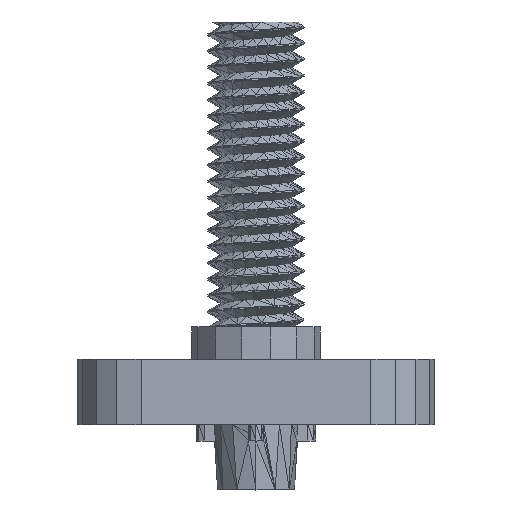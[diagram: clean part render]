
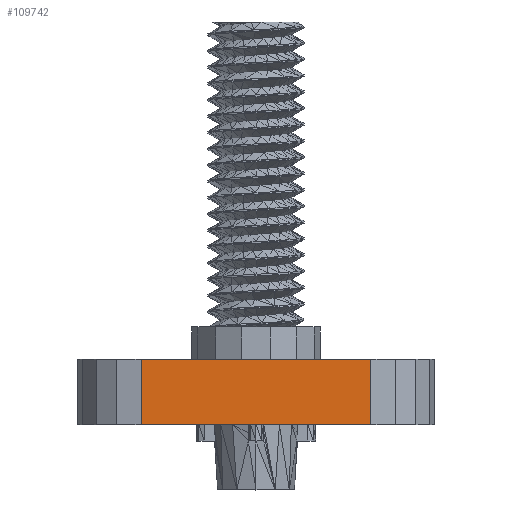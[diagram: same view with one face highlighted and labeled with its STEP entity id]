
A CAD part, top view. The second image highlights one B-rep face of the part: STEP entity #109742.
In plain terms, the highlighted planar face has unit normal (0, 0, 1).
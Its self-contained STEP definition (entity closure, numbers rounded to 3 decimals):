
#102750 = PLANE('',#102751);
#102751 = AXIS2_PLACEMENT_3D('',#102752,#102753,#102754);
#102752 = CARTESIAN_POINT('',(0.,-2.,0.));
#102753 = DIRECTION('',(0.,1.,0.));
#102754 = DIRECTION('',(0.,0.,1.));
#102842 = PLANE('',#102843);
#102843 = AXIS2_PLACEMENT_3D('',#102844,#102845,#102846);
#102844 = CARTESIAN_POINT('',(0.,-6.,0.));
#102845 = DIRECTION('',(-0.,-1.,-0.));
#102846 = DIRECTION('',(0.,0.,-1.));
#103236 = VERTEX_POINT('',#103237);
#103237 = CARTESIAN_POINT('',(-7.05,-6.,4.25));
#103251 = PLANE('',#103252);
#103252 = AXIS2_PLACEMENT_3D('',#103253,#103254,#103255);
#103253 = CARTESIAN_POINT('',(-7.796,-4.,4.102));
#103254 = DIRECTION('',(-0.195,0.,
    0.981));
#103255 = DIRECTION('',(0.981,0.,0.195));
#103740 = VERTEX_POINT('',#103741);
#103741 = CARTESIAN_POINT('',(7.05,-6.,4.25));
#103755 = PLANE('',#103756);
#103756 = AXIS2_PLACEMENT_3D('',#103757,#103758,#103759);
#103757 = CARTESIAN_POINT('',(7.796,-4.,4.102));
#103758 = DIRECTION('',(0.195,0.,0.981
    ));
#103759 = DIRECTION('',(0.981,0.,-0.195));
#103767 = EDGE_CURVE('',#103236,#103740,#103768,.T.);
#103768 = SURFACE_CURVE('',#103769,(#103773,#103780),.PCURVE_S1.);
#103769 = LINE('',#103770,#103771);
#103770 = CARTESIAN_POINT('',(-7.05,-6.,4.25));
#103771 = VECTOR('',#103772,1.);
#103772 = DIRECTION('',(1.,0.,0.));
#103773 = PCURVE('',#102842,#103774);
#103774 = DEFINITIONAL_REPRESENTATION('',(#103775),#103779);
#103775 = LINE('',#103776,#103777);
#103776 = CARTESIAN_POINT('',(-4.25,-7.05));
#103777 = VECTOR('',#103778,1.);
#103778 = DIRECTION('',(0.,1.));
#103779 = ( GEOMETRIC_REPRESENTATION_CONTEXT(2) 
PARAMETRIC_REPRESENTATION_CONTEXT() REPRESENTATION_CONTEXT('2D SPACE',''
  ) );
#103780 = PCURVE('',#103781,#103786);
#103781 = PLANE('',#103782);
#103782 = AXIS2_PLACEMENT_3D('',#103783,#103784,#103785);
#103783 = CARTESIAN_POINT('',(0.,-4.,4.25));
#103784 = DIRECTION('',(0.,0.,1.));
#103785 = DIRECTION('',(1.,0.,0.));
#103786 = DEFINITIONAL_REPRESENTATION('',(#103787),#103791);
#103787 = LINE('',#103788,#103789);
#103788 = CARTESIAN_POINT('',(-7.05,-2.));
#103789 = VECTOR('',#103790,1.);
#103790 = DIRECTION('',(1.,0.));
#103791 = ( GEOMETRIC_REPRESENTATION_CONTEXT(2) 
PARAMETRIC_REPRESENTATION_CONTEXT() REPRESENTATION_CONTEXT('2D SPACE',''
  ) );
#108341 = VERTEX_POINT('',#108342);
#108342 = CARTESIAN_POINT('',(-7.05,-2.,4.25));
#108363 = EDGE_CURVE('',#108341,#108364,#108366,.T.);
#108364 = VERTEX_POINT('',#108365);
#108365 = CARTESIAN_POINT('',(7.05,-2.,4.25));
#108366 = SURFACE_CURVE('',#108367,(#108371,#108378),.PCURVE_S1.);
#108367 = LINE('',#108368,#108369);
#108368 = CARTESIAN_POINT('',(-7.05,-2.,4.25));
#108369 = VECTOR('',#108370,1.);
#108370 = DIRECTION('',(1.,0.,0.));
#108371 = PCURVE('',#102750,#108372);
#108372 = DEFINITIONAL_REPRESENTATION('',(#108373),#108377);
#108373 = LINE('',#108374,#108375);
#108374 = CARTESIAN_POINT('',(4.25,-7.05));
#108375 = VECTOR('',#108376,1.);
#108376 = DIRECTION('',(0.,1.));
#108377 = ( GEOMETRIC_REPRESENTATION_CONTEXT(2) 
PARAMETRIC_REPRESENTATION_CONTEXT() REPRESENTATION_CONTEXT('2D SPACE',''
  ) );
#108378 = PCURVE('',#103781,#108379);
#108379 = DEFINITIONAL_REPRESENTATION('',(#108380),#108384);
#108380 = LINE('',#108381,#108382);
#108381 = CARTESIAN_POINT('',(-7.05,2.));
#108382 = VECTOR('',#108383,1.);
#108383 = DIRECTION('',(1.,0.));
#108384 = ( GEOMETRIC_REPRESENTATION_CONTEXT(2) 
PARAMETRIC_REPRESENTATION_CONTEXT() REPRESENTATION_CONTEXT('2D SPACE',''
  ) );
#109721 = EDGE_CURVE('',#103740,#108364,#109722,.T.);
#109722 = SURFACE_CURVE('',#109723,(#109727,#109734),.PCURVE_S1.);
#109723 = LINE('',#109724,#109725);
#109724 = CARTESIAN_POINT('',(7.05,-6.,4.25));
#109725 = VECTOR('',#109726,1.);
#109726 = DIRECTION('',(0.,1.,0.));
#109727 = PCURVE('',#103755,#109728);
#109728 = DEFINITIONAL_REPRESENTATION('',(#109729),#109733);
#109729 = LINE('',#109730,#109731);
#109730 = CARTESIAN_POINT('',(-0.761,-2.));
#109731 = VECTOR('',#109732,1.);
#109732 = DIRECTION('',(0.,1.));
#109733 = ( GEOMETRIC_REPRESENTATION_CONTEXT(2) 
PARAMETRIC_REPRESENTATION_CONTEXT() REPRESENTATION_CONTEXT('2D SPACE',''
  ) );
#109734 = PCURVE('',#103781,#109735);
#109735 = DEFINITIONAL_REPRESENTATION('',(#109736),#109740);
#109736 = LINE('',#109737,#109738);
#109737 = CARTESIAN_POINT('',(7.05,-2.));
#109738 = VECTOR('',#109739,1.);
#109739 = DIRECTION('',(0.,1.));
#109740 = ( GEOMETRIC_REPRESENTATION_CONTEXT(2) 
PARAMETRIC_REPRESENTATION_CONTEXT() REPRESENTATION_CONTEXT('2D SPACE',''
  ) );
#109742 = ADVANCED_FACE('',(#109743),#103781,.T.);
#109743 = FACE_BOUND('',#109744,.T.);
#109744 = EDGE_LOOP('',(#109745,#109746,#109747,#109768));
#109745 = ORIENTED_EDGE('',*,*,#109721,.T.);
#109746 = ORIENTED_EDGE('',*,*,#108363,.F.);
#109747 = ORIENTED_EDGE('',*,*,#109748,.F.);
#109748 = EDGE_CURVE('',#103236,#108341,#109749,.T.);
#109749 = SURFACE_CURVE('',#109750,(#109754,#109761),.PCURVE_S1.);
#109750 = LINE('',#109751,#109752);
#109751 = CARTESIAN_POINT('',(-7.05,-6.,4.25));
#109752 = VECTOR('',#109753,1.);
#109753 = DIRECTION('',(0.,1.,0.));
#109754 = PCURVE('',#103781,#109755);
#109755 = DEFINITIONAL_REPRESENTATION('',(#109756),#109760);
#109756 = LINE('',#109757,#109758);
#109757 = CARTESIAN_POINT('',(-7.05,-2.));
#109758 = VECTOR('',#109759,1.);
#109759 = DIRECTION('',(0.,1.));
#109760 = ( GEOMETRIC_REPRESENTATION_CONTEXT(2) 
PARAMETRIC_REPRESENTATION_CONTEXT() REPRESENTATION_CONTEXT('2D SPACE',''
  ) );
#109761 = PCURVE('',#103251,#109762);
#109762 = DEFINITIONAL_REPRESENTATION('',(#109763),#109767);
#109763 = LINE('',#109764,#109765);
#109764 = CARTESIAN_POINT('',(0.761,-2.));
#109765 = VECTOR('',#109766,1.);
#109766 = DIRECTION('',(0.,1.));
#109767 = ( GEOMETRIC_REPRESENTATION_CONTEXT(2) 
PARAMETRIC_REPRESENTATION_CONTEXT() REPRESENTATION_CONTEXT('2D SPACE',''
  ) );
#109768 = ORIENTED_EDGE('',*,*,#103767,.T.);
